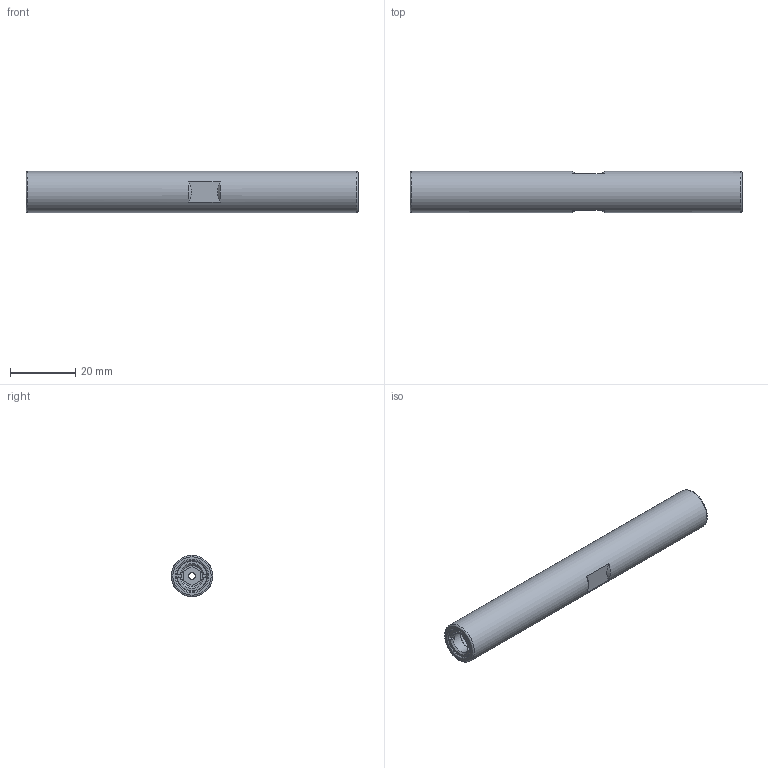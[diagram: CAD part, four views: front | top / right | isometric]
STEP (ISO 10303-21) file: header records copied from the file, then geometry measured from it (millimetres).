
FILE_DESCRIPTION(/* description */ (''),/* implementation_level */ '2;1');
FILE_NAME(/* name */ 'S050-MX06-0400.stp',/* time_stamp */ '2019-01-10T15:26:57-06:00',/* author */ ('Lee'),/* organization */ ('Pioneer N.A.'),/* preprocessor_version */ 'ST-DEVELOPER v17',/* originating_system */ 'Autodesk Inventor LT',/* authorisation */ '');
FILE_SCHEMA (('AUTOMOTIVE_DESIGN { 1 0 10303 214 3 1 1 }'));
Length unit declared in the file: millimetre
Products named in the file (1): S050-MX06-0400
Bounding box: 101.6 x 12.69 x 12.69 mm (x, y, z)
Volume: 10481.1 mm3; surface area: 8715.9 mm2
Topology: 3 solids, 3 shells, 63 faces, 178 edges, 128 vertices
Faces by surface type: plane 32, cone 14, cylinder 11, torus 6
Full cylindrical faces by diameter (mm): 2 x1, 6 x2, 6.5 x1, 8 x1, 8.26 x1, 8.4 x1, 8.45 x1, 8.5 x1, 10 x1, 12.69 x1
Entity records: 2171 total; most frequent: CARTESIAN_POINT 402, DIRECTION 392, ORIENTED_EDGE 356, EDGE_CURVE 178, AXIS2_PLACEMENT_3D 166, VERTEX_POINT 128, CIRCLE 102, EDGE_LOOP 76
